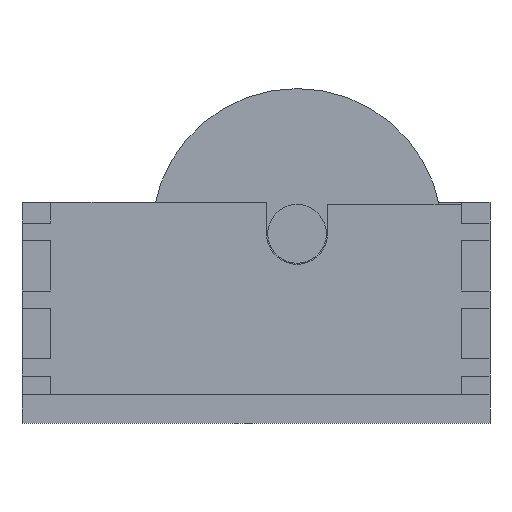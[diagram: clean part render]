
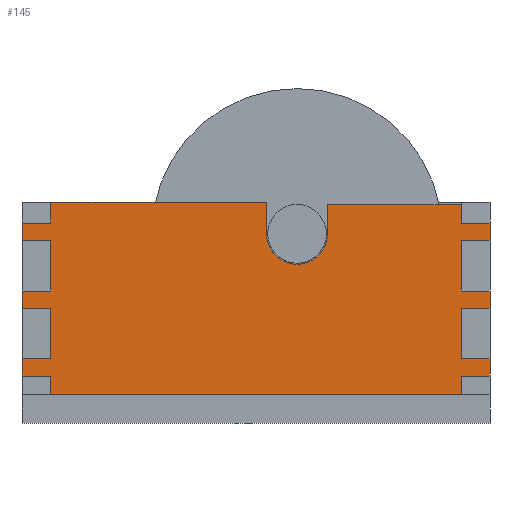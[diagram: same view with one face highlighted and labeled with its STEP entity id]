
A CAD part, left-side view. The second image highlights one B-rep face of the part: STEP entity #145.
In plain terms, the highlighted planar face has unit normal (-1, 0, 0).
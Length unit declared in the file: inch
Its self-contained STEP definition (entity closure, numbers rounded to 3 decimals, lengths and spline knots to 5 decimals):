
#128=CIRCLE('',#2837,0.22231);
#145=ADVANCED_FACE('',(#426),#288,.T.);
#288=PLANE('',#2838);
#426=FACE_OUTER_BOUND('',#566,.T.);
#566=EDGE_LOOP('',(#733,#734,#735,#736,#737,#738,#739,#740,#741,#742,#743,
#744,#745,#746,#747,#748,#749,#750,#751,#752,#753,#754,#755,#756,#757,#758,
#759,#760,#761,#762,#763,#764));
#733=ORIENTED_EDGE('',*,*,#1742,.F.);
#734=ORIENTED_EDGE('',*,*,#1743,.F.);
#735=ORIENTED_EDGE('',*,*,#1744,.F.);
#736=ORIENTED_EDGE('',*,*,#1745,.F.);
#737=ORIENTED_EDGE('',*,*,#1746,.F.);
#738=ORIENTED_EDGE('',*,*,#1747,.F.);
#739=ORIENTED_EDGE('',*,*,#1748,.F.);
#740=ORIENTED_EDGE('',*,*,#1749,.F.);
#741=ORIENTED_EDGE('',*,*,#1739,.F.);
#742=ORIENTED_EDGE('',*,*,#1750,.F.);
#743=ORIENTED_EDGE('',*,*,#1751,.F.);
#744=ORIENTED_EDGE('',*,*,#1752,.F.);
#745=ORIENTED_EDGE('',*,*,#1735,.F.);
#746=ORIENTED_EDGE('',*,*,#1753,.F.);
#747=ORIENTED_EDGE('',*,*,#1754,.F.);
#748=ORIENTED_EDGE('',*,*,#1755,.F.);
#749=ORIENTED_EDGE('',*,*,#1730,.F.);
#750=ORIENTED_EDGE('',*,*,#1756,.F.);
#751=ORIENTED_EDGE('',*,*,#1757,.F.);
#752=ORIENTED_EDGE('',*,*,#1758,.F.);
#753=ORIENTED_EDGE('',*,*,#1759,.F.);
#754=ORIENTED_EDGE('',*,*,#1760,.F.);
#755=ORIENTED_EDGE('',*,*,#1719,.F.);
#756=ORIENTED_EDGE('',*,*,#1761,.F.);
#757=ORIENTED_EDGE('',*,*,#1762,.F.);
#758=ORIENTED_EDGE('',*,*,#1763,.F.);
#759=ORIENTED_EDGE('',*,*,#1723,.F.);
#760=ORIENTED_EDGE('',*,*,#1764,.F.);
#761=ORIENTED_EDGE('',*,*,#1765,.F.);
#762=ORIENTED_EDGE('',*,*,#1766,.F.);
#763=ORIENTED_EDGE('',*,*,#1727,.F.);
#764=ORIENTED_EDGE('',*,*,#1716,.F.);
#1461=VERTEX_POINT('',#3661);
#1463=VERTEX_POINT('',#3664);
#1465=VERTEX_POINT('',#3670);
#1466=VERTEX_POINT('',#3671);
#1469=VERTEX_POINT('',#3679);
#1470=VERTEX_POINT('',#3680);
#1473=VERTEX_POINT('',#3688);
#1475=VERTEX_POINT('',#3694);
#1476=VERTEX_POINT('',#3695);
#1479=VERTEX_POINT('',#3703);
#1481=VERTEX_POINT('',#3706);
#1483=VERTEX_POINT('',#3712);
#1485=VERTEX_POINT('',#3715);
#1487=VERTEX_POINT('',#3721);
#1488=VERTEX_POINT('',#3723);
#1489=VERTEX_POINT('',#3725);
#1490=VERTEX_POINT('',#3727);
#1491=VERTEX_POINT('',#3729);
#1492=VERTEX_POINT('',#3731);
#1493=VERTEX_POINT('',#3733);
#1494=VERTEX_POINT('',#3736);
#1495=VERTEX_POINT('',#3738);
#1496=VERTEX_POINT('',#3741);
#1497=VERTEX_POINT('',#3743);
#1498=VERTEX_POINT('',#3746);
#1499=VERTEX_POINT('',#3748);
#1500=VERTEX_POINT('',#3750);
#1501=VERTEX_POINT('',#3752);
#1502=VERTEX_POINT('',#3755);
#1503=VERTEX_POINT('',#3757);
#1504=VERTEX_POINT('',#3760);
#1505=VERTEX_POINT('',#3762);
#1716=EDGE_CURVE('',#1461,#1463,#2094,.T.);
#1719=EDGE_CURVE('',#1465,#1466,#2097,.T.);
#1723=EDGE_CURVE('',#1469,#1470,#2101,.T.);
#1727=EDGE_CURVE('',#1463,#1473,#2105,.T.);
#1730=EDGE_CURVE('',#1475,#1476,#2108,.T.);
#1735=EDGE_CURVE('',#1479,#1481,#2113,.T.);
#1739=EDGE_CURVE('',#1483,#1485,#2117,.T.);
#1742=EDGE_CURVE('',#1487,#1461,#2120,.T.);
#1743=EDGE_CURVE('',#1488,#1487,#128,.T.);
#1744=EDGE_CURVE('',#1489,#1488,#2121,.T.);
#1745=EDGE_CURVE('',#1490,#1489,#2122,.T.);
#1746=EDGE_CURVE('',#1491,#1490,#2123,.T.);
#1747=EDGE_CURVE('',#1492,#1491,#2124,.T.);
#1748=EDGE_CURVE('',#1493,#1492,#2125,.T.);
#1749=EDGE_CURVE('',#1485,#1493,#2126,.T.);
#1750=EDGE_CURVE('',#1494,#1483,#2127,.T.);
#1751=EDGE_CURVE('',#1495,#1494,#2128,.T.);
#1752=EDGE_CURVE('',#1481,#1495,#2129,.T.);
#1753=EDGE_CURVE('',#1496,#1479,#2130,.T.);
#1754=EDGE_CURVE('',#1497,#1496,#2131,.T.);
#1755=EDGE_CURVE('',#1476,#1497,#2132,.T.);
#1756=EDGE_CURVE('',#1498,#1475,#2133,.T.);
#1757=EDGE_CURVE('',#1499,#1498,#2134,.T.);
#1758=EDGE_CURVE('',#1500,#1499,#2135,.T.);
#1759=EDGE_CURVE('',#1501,#1500,#2136,.T.);
#1760=EDGE_CURVE('',#1466,#1501,#2137,.T.);
#1761=EDGE_CURVE('',#1502,#1465,#2138,.T.);
#1762=EDGE_CURVE('',#1503,#1502,#2139,.T.);
#1763=EDGE_CURVE('',#1470,#1503,#2140,.T.);
#1764=EDGE_CURVE('',#1504,#1469,#2141,.T.);
#1765=EDGE_CURVE('',#1505,#1504,#2142,.T.);
#1766=EDGE_CURVE('',#1473,#1505,#2143,.T.);
#2094=LINE('',#3663,#2462);
#2097=LINE('',#3669,#2465);
#2101=LINE('',#3678,#2469);
#2105=LINE('',#3687,#2473);
#2108=LINE('',#3693,#2476);
#2113=LINE('',#3705,#2481);
#2117=LINE('',#3714,#2485);
#2120=LINE('',#3720,#2488);
#2121=LINE('',#3724,#2489);
#2122=LINE('',#3726,#2490);
#2123=LINE('',#3728,#2491);
#2124=LINE('',#3730,#2492);
#2125=LINE('',#3732,#2493);
#2126=LINE('',#3734,#2494);
#2127=LINE('',#3735,#2495);
#2128=LINE('',#3737,#2496);
#2129=LINE('',#3739,#2497);
#2130=LINE('',#3740,#2498);
#2131=LINE('',#3742,#2499);
#2132=LINE('',#3744,#2500);
#2133=LINE('',#3745,#2501);
#2134=LINE('',#3747,#2502);
#2135=LINE('',#3749,#2503);
#2136=LINE('',#3751,#2504);
#2137=LINE('',#3753,#2505);
#2138=LINE('',#3754,#2506);
#2139=LINE('',#3756,#2507);
#2140=LINE('',#3758,#2508);
#2141=LINE('',#3759,#2509);
#2142=LINE('',#3761,#2510);
#2143=LINE('',#3763,#2511);
#2462=VECTOR('',#2986,1.);
#2465=VECTOR('',#2991,1.);
#2469=VECTOR('',#2997,1.);
#2473=VECTOR('',#3003,1.);
#2476=VECTOR('',#3008,1.);
#2481=VECTOR('',#3015,1.);
#2485=VECTOR('',#3021,1.);
#2488=VECTOR('',#3026,1.);
#2489=VECTOR('',#3029,1.);
#2490=VECTOR('',#3030,1.);
#2491=VECTOR('',#3031,1.);
#2492=VECTOR('',#3032,1.);
#2493=VECTOR('',#3033,1.);
#2494=VECTOR('',#3034,1.);
#2495=VECTOR('',#3035,1.);
#2496=VECTOR('',#3036,1.);
#2497=VECTOR('',#3037,1.);
#2498=VECTOR('',#3038,1.);
#2499=VECTOR('',#3039,1.);
#2500=VECTOR('',#3040,1.);
#2501=VECTOR('',#3041,1.);
#2502=VECTOR('',#3042,1.);
#2503=VECTOR('',#3043,1.);
#2504=VECTOR('',#3044,1.);
#2505=VECTOR('',#3045,1.);
#2506=VECTOR('',#3046,1.);
#2507=VECTOR('',#3047,1.);
#2508=VECTOR('',#3048,1.);
#2509=VECTOR('',#3049,1.);
#2510=VECTOR('',#3050,1.);
#2511=VECTOR('',#3051,1.);
#2837=AXIS2_PLACEMENT_3D('',#3722,#3027,#3028);
#2838=AXIS2_PLACEMENT_3D('',#3764,#3052,#3053);
#2986=DIRECTION('',(0.,-1.,0.));
#2991=DIRECTION('',(0.,0.,-1.));
#2997=DIRECTION('',(0.,0.,-1.));
#3003=DIRECTION('',(0.,0.,-1.));
#3008=DIRECTION('',(0.,0.,1.));
#3015=DIRECTION('',(0.,0.,1.));
#3021=DIRECTION('',(0.,0.,1.));
#3026=DIRECTION('',(0.,0.,1.));
#3027=DIRECTION('',(-1.,0.,0.));
#3028=DIRECTION('',(0.,0.,1.));
#3029=DIRECTION('',(0.,0.,-1.));
#3030=DIRECTION('',(0.,-1.,0.));
#3031=DIRECTION('',(0.,0.,1.));
#3032=DIRECTION('',(0.,-1.,0.));
#3033=DIRECTION('',(0.,0.,1.));
#3034=DIRECTION('',(0.,1.,0.));
#3035=DIRECTION('',(0.,-1.,0.));
#3036=DIRECTION('',(0.,0.,1.));
#3037=DIRECTION('',(0.,1.,0.));
#3038=DIRECTION('',(0.,-1.,0.));
#3039=DIRECTION('',(0.,0.,1.));
#3040=DIRECTION('',(0.,1.,0.));
#3041=DIRECTION('',(0.,1.,0.));
#3042=DIRECTION('',(0.,0.,-1.));
#3043=DIRECTION('',(0.,1.,0.));
#3044=DIRECTION('',(0.,0.,-1.));
#3045=DIRECTION('',(0.,-1.,0.));
#3046=DIRECTION('',(0.,1.,0.));
#3047=DIRECTION('',(0.,0.,-1.));
#3048=DIRECTION('',(0.,-1.,0.));
#3049=DIRECTION('',(0.,1.,0.));
#3050=DIRECTION('',(0.,0.,-1.));
#3051=DIRECTION('',(0.,-1.,0.));
#3052=DIRECTION('',(-1.,0.,0.));
#3053=DIRECTION('',(0.,-1.,0.));
#3661=CARTESIAN_POINT('',(1.3865,-0.61981,1.3895));
#3663=CARTESIAN_POINT('',(1.3865,-0.0975,1.3895));
#3664=CARTESIAN_POINT('',(1.3865,-1.5975,1.3895));
#3669=CARTESIAN_POINT('',(1.3865,-1.5975,1.0625));
#3670=CARTESIAN_POINT('',(1.3865,-1.5975,0.63225));
#3671=CARTESIAN_POINT('',(1.3865,-1.5975,0.26075));
#3678=CARTESIAN_POINT('',(1.3865,-1.5975,1.0625));
#3679=CARTESIAN_POINT('',(1.3865,-1.5975,1.12875));
#3680=CARTESIAN_POINT('',(1.3865,-1.5975,0.75725));
#3687=CARTESIAN_POINT('',(1.3865,-1.5975,1.0625));
#3688=CARTESIAN_POINT('',(1.3865,-1.5975,1.25375));
#3693=CARTESIAN_POINT('',(1.3865,1.4025,1.0625));
#3694=CARTESIAN_POINT('',(1.3865,1.4025,0.));
#3695=CARTESIAN_POINT('',(1.3865,1.4025,0.13575));
#3703=CARTESIAN_POINT('',(1.3865,1.4025,0.26075));
#3705=CARTESIAN_POINT('',(1.3865,1.4025,1.0625));
#3706=CARTESIAN_POINT('',(1.3865,1.4025,0.63225));
#3712=CARTESIAN_POINT('',(1.3865,1.4025,0.75725));
#3714=CARTESIAN_POINT('',(1.3865,1.4025,1.0625));
#3715=CARTESIAN_POINT('',(1.3865,1.4025,1.12875));
#3720=CARTESIAN_POINT('',(1.3865,-0.61981,1.0625));
#3721=CARTESIAN_POINT('',(1.3865,-0.61981,1.175));
#3722=CARTESIAN_POINT('',(1.3865,-0.3975,1.175));
#3723=CARTESIAN_POINT('',(1.3865,-0.17519,1.175));
#3724=CARTESIAN_POINT('',(1.3865,-0.17519,1.0625));
#3725=CARTESIAN_POINT('',(1.3865,-0.17519,1.4055));
#3726=CARTESIAN_POINT('',(1.3865,-0.0975,1.4055));
#3727=CARTESIAN_POINT('',(1.3865,1.4025,1.4055));
#3728=CARTESIAN_POINT('',(1.3865,1.4025,1.0625));
#3729=CARTESIAN_POINT('',(1.3865,1.4025,1.25375));
#3730=CARTESIAN_POINT('',(1.3865,1.5975,1.25375));
#3731=CARTESIAN_POINT('',(1.3865,1.6135,1.25375));
#3732=CARTESIAN_POINT('',(1.3865,1.6135,2.298));
#3733=CARTESIAN_POINT('',(1.3865,1.6135,1.12875));
#3734=CARTESIAN_POINT('',(1.3865,1.5975,1.12875));
#3735=CARTESIAN_POINT('',(1.3865,1.5975,0.75725));
#3736=CARTESIAN_POINT('',(1.3865,1.6135,0.75725));
#3737=CARTESIAN_POINT('',(1.3865,1.6135,1.8015));
#3738=CARTESIAN_POINT('',(1.3865,1.6135,0.63225));
#3739=CARTESIAN_POINT('',(1.3865,1.5975,0.63225));
#3740=CARTESIAN_POINT('',(1.3865,1.5975,0.26075));
#3741=CARTESIAN_POINT('',(1.3865,1.6135,0.26075));
#3742=CARTESIAN_POINT('',(1.3865,1.6135,1.305));
#3743=CARTESIAN_POINT('',(1.3865,1.6135,0.13575));
#3744=CARTESIAN_POINT('',(1.3865,1.5975,0.13575));
#3745=CARTESIAN_POINT('',(1.3865,-0.0975,0.));
#3746=CARTESIAN_POINT('',(1.3865,-1.5975,0.));
#3747=CARTESIAN_POINT('',(1.3865,-1.5975,1.0625));
#3748=CARTESIAN_POINT('',(1.3865,-1.5975,0.13575));
#3749=CARTESIAN_POINT('',(1.3865,-1.6135,0.13575));
#3750=CARTESIAN_POINT('',(1.3865,-1.8085,0.13575));
#3751=CARTESIAN_POINT('',(1.3865,-1.8085,1.305));
#3752=CARTESIAN_POINT('',(1.3865,-1.8085,0.26075));
#3753=CARTESIAN_POINT('',(1.3865,-1.6135,0.26075));
#3754=CARTESIAN_POINT('',(1.3865,-1.6135,0.63225));
#3755=CARTESIAN_POINT('',(1.3865,-1.8085,0.63225));
#3756=CARTESIAN_POINT('',(1.3865,-1.8085,1.8015));
#3757=CARTESIAN_POINT('',(1.3865,-1.8085,0.75725));
#3758=CARTESIAN_POINT('',(1.3865,-1.6135,0.75725));
#3759=CARTESIAN_POINT('',(1.3865,-1.6135,1.12875));
#3760=CARTESIAN_POINT('',(1.3865,-1.8085,1.12875));
#3761=CARTESIAN_POINT('',(1.3865,-1.8085,2.298));
#3762=CARTESIAN_POINT('',(1.3865,-1.8085,1.25375));
#3763=CARTESIAN_POINT('',(1.3865,-1.6135,1.25375));
#3764=CARTESIAN_POINT('',(1.3865,-0.0975,1.0625));
